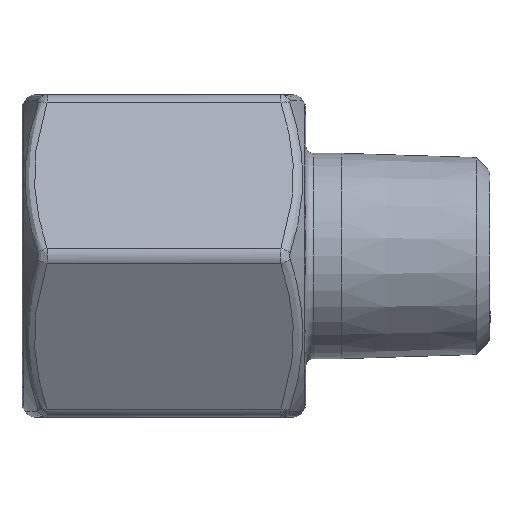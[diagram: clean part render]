
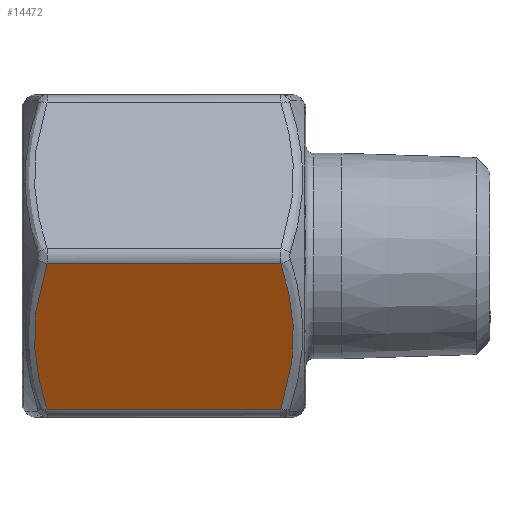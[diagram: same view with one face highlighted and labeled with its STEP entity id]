
A CAD part, front view. The second image highlights one B-rep face of the part: STEP entity #14472.
In plain terms, the highlighted planar face has unit normal (0, -0.866, -0.5).
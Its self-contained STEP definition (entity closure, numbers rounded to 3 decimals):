
#153 = CARTESIAN_POINT ( 'NONE',  ( 16.866, -6.351, -10. ) ) ;
#201 = DIRECTION ( 'NONE',  ( -1., 0., 0. ) ) ;
#209 = CARTESIAN_POINT ( 'NONE',  ( 16.866, -11.836, -0.5 ) ) ;
#385 = VERTEX_POINT ( 'NONE', #11674 ) ;
#523 = EDGE_CURVE ( 'NONE', #9463, #385, #573, .T. ) ;
#573 = LINE ( 'NONE', #1976, #9633 ) ;
#674 = CARTESIAN_POINT ( 'NONE',  ( 1.381, -11.388, -1.276 ) ) ;
#781 = ORIENTED_EDGE ( 'NONE', *, *, #8081, .T. ) ;
#1453 = CARTESIAN_POINT ( 'NONE',  ( 17.326, -7.25, -8.442 ) ) ;
#1850 = CARTESIAN_POINT ( 'NONE',  ( 1.174, -10.936, -2.058 ) ) ;
#1976 = CARTESIAN_POINT ( 'NONE',  ( 9.25, -6.351, -10. ) ) ;
#2472 = ORIENTED_EDGE ( 'NONE', *, *, #8036, .T. ) ;
#2650 = CARTESIAN_POINT ( 'NONE',  ( 17.119, -6.799, -9.224 ) ) ;
#2726 = CARTESIAN_POINT ( 'NONE',  ( 0.887, -10.025, -3.636 ) ) ;
#2862 = AXIS2_PLACEMENT_3D ( 'NONE', #10628, #15400, #6107 ) ;
#3031 = CARTESIAN_POINT ( 'NONE',  ( 17.598, -10.017, -3.65 ) ) ;
#3408 = CARTESIAN_POINT ( 'NONE',  ( 9.25, -11.836, -0.5 ) ) ;
#3893 = CARTESIAN_POINT ( 'NONE',  ( 0.827, -8.633, -6.047 ) ) ;
#3956 = CARTESIAN_POINT ( 'NONE',  ( 17.542, -10.247, -3.251 ) ) ;
#4408 = B_SPLINE_CURVE_WITH_KNOTS ( 'NONE', 3,
 ( #153, #2650, #1453, #15437, #5062, #4748, #13477, #3031, #3956, #12402, #14821, #12235 ),
 .UNSPECIFIED., .F., .F.,
 ( 4, 2, 2, 2, 2, 4 ),
 ( 0., 0.003, 0.006, 0.007, 0.008, 0.011 ),
 .UNSPECIFIED. ) ;
#4748 = CARTESIAN_POINT ( 'NONE',  ( 17.692, -9.319, -4.858 ) ) ;
#5062 = CARTESIAN_POINT ( 'NONE',  ( 17.691, -8.621, -6.067 ) ) ;
#5269 = ORIENTED_EDGE ( 'NONE', *, *, #13603, .T. ) ;
#5437 = CARTESIAN_POINT ( 'NONE',  ( 0.808, -8.867, -5.642 ) ) ;
#6107 = DIRECTION ( 'NONE',  ( 0., -0.5, 0.866 ) ) ;
#6578 = CARTESIAN_POINT ( 'NONE',  ( 1.634, -11.836, -0.5 ) ) ;
#7410 = PLANE ( 'NONE',  #2862 ) ;
#8036 = EDGE_CURVE ( 'NONE', #385, #11590, #4408, .T. ) ;
#8081 = EDGE_CURVE ( 'NONE', #9673, #9463, #14266, .T. ) ;
#8333 = ORIENTED_EDGE ( 'NONE', *, *, #523, .T. ) ;
#8611 = CARTESIAN_POINT ( 'NONE',  ( 0.958, -7.939, -7.249 ) ) ;
#8894 = DIRECTION ( 'NONE',  ( 1., 0., 0. ) ) ;
#8917 = CARTESIAN_POINT ( 'NONE',  ( 1.634, -11.836, -0.5 ) ) ;
#9016 = CARTESIAN_POINT ( 'NONE',  ( 1.634, -6.351, -10. ) ) ;
#9463 = VERTEX_POINT ( 'NONE', #9016 ) ;
#9633 = VECTOR ( 'NONE', #8894, 1000. ) ;
#9673 = VERTEX_POINT ( 'NONE', #6578 ) ;
#9948 = CARTESIAN_POINT ( 'NONE',  ( 1.634, -6.351, -10. ) ) ;
#10628 = CARTESIAN_POINT ( 'NONE',  ( 9.25, -6.062, -10.5 ) ) ;
#11132 = CARTESIAN_POINT ( 'NONE',  ( 1.173, -7.252, -8.439 ) ) ;
#11375 = CARTESIAN_POINT ( 'NONE',  ( 0.809, -9.565, -4.433 ) ) ;
#11590 = VERTEX_POINT ( 'NONE', #209 ) ;
#11674 = CARTESIAN_POINT ( 'NONE',  ( 16.866, -6.351, -10. ) ) ;
#12235 = CARTESIAN_POINT ( 'NONE',  ( 16.866, -11.836, -0.5 ) ) ;
#12402 = CARTESIAN_POINT ( 'NONE',  ( 17.327, -10.934, -2.061 ) ) ;
#13062 = VECTOR ( 'NONE', #201, 1000. ) ;
#13477 = CARTESIAN_POINT ( 'NONE',  ( 17.673, -9.554, -4.453 ) ) ;
#13558 = CARTESIAN_POINT ( 'NONE',  ( 1.381, -6.8, -9.223 ) ) ;
#13603 = EDGE_CURVE ( 'NONE', #11590, #9673, #14103, .T. ) ;
#14103 = LINE ( 'NONE', #3408, #13062 ) ;
#14266 = B_SPLINE_CURVE_WITH_KNOTS ( 'NONE', 3,
 ( #8917, #674, #1850, #2726, #11375, #5437, #3893, #14659, #8611, #11132, #13558, #9948 ),
 .UNSPECIFIED., .F., .F.,
 ( 4, 2, 2, 2, 2, 4 ),
 ( 0., 0.003, 0.006, 0.007, 0.008, 0.011 ),
 .UNSPECIFIED. ) ;
#14325 = FACE_OUTER_BOUND ( 'NONE', #15333, .T. ) ;
#14472 = ADVANCED_FACE ( 'NONE', ( #14325 ), #7410, .T. ) ;
#14659 = CARTESIAN_POINT ( 'NONE',  ( 0.902, -8.169, -6.85 ) ) ;
#14821 = CARTESIAN_POINT ( 'NONE',  ( 17.119, -11.387, -1.277 ) ) ;
#15333 = EDGE_LOOP ( 'NONE', ( #5269, #781, #8333, #2472 ) ) ;
#15400 = DIRECTION ( 'NONE',  ( 0., -0.866, -0.5 ) ) ;
#15437 = CARTESIAN_POINT ( 'NONE',  ( 17.613, -8.161, -6.864 ) ) ;
